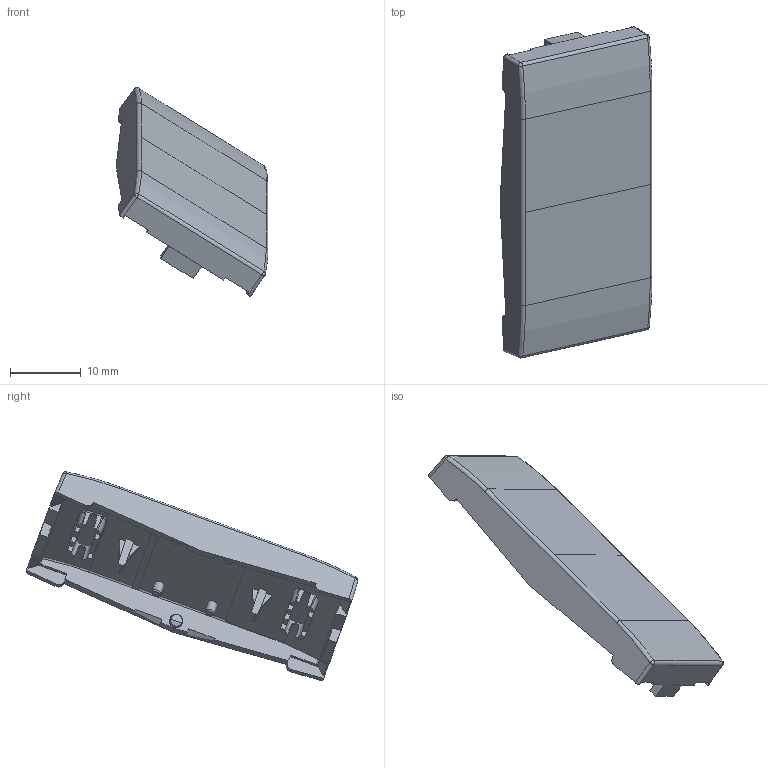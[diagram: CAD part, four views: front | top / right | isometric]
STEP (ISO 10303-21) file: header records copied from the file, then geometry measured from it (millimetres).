
FILE_DESCRIPTION(('CATIA V5 STEP Exchange'),'2;1');
FILE_NAME('441ELA00-C.stp','2024-03-07T10:19:41+00:00',('none'),('none'),'CATIA Version 5-6 Release 2016 SP6','CATIA V5 STEP AP203','none');
FILE_SCHEMA(('CONFIG_CONTROL_DESIGN'));
Length unit declared in the file: millimetre
Products named in the file (1): 441ELA00-C
Assembly tree (2 placements, depth 2):
  441ELA00-C
    #57
    #12781
Bounding box: 21.39 x 46.79 x 29.38 mm (x, y, z)
Volume: 2054.6 mm3; surface area: 3229.6 mm2
Topology: 1 solids, 1 shells, 332 faces, 942 edges, 617 vertices
Faces by surface type: plane 192, cylinder 58, bspline 36, cone 24, torus 16, sphere 6
Entity records: 12810 total; most frequent: CARTESIAN_POINT 5307, ORIENTED_EDGE 1848, DIRECTION 1020, EDGE_CURVE 924, VERTEX_POINT 604, VECTOR 451, LINE 451, B_SPLINE_CURVE_WITH_KNOTS 368
